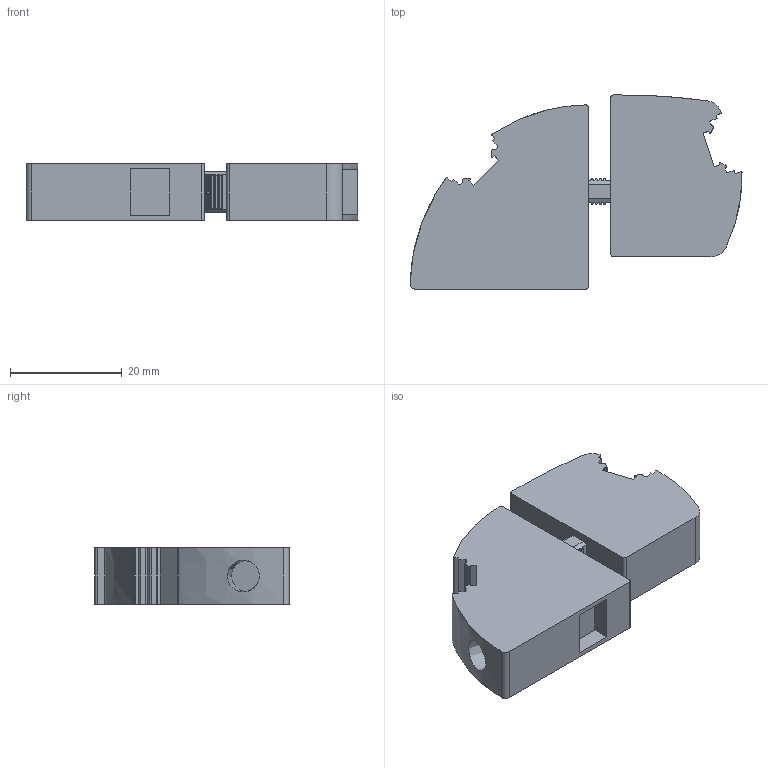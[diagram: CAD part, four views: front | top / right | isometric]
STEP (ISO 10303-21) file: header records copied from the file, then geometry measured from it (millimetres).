
FILE_DESCRIPTION(('SolidDesigner STEP Export'),'2;1');
FILE_NAME('3073403_UWV_10-select.stp','2010-11-25T13:52:34',(''),(''),'CoCreate Modeling STEP processor for AP214 (Solid Model)','CoCreate Modeling 16.00A 16-Aug-2008 (C) Parametric Technology GmbH','');
FILE_SCHEMA(('AUTOMOTIVE_DESIGN { 1 0 10303 214 1 1 1 1 }'));
Length unit declared in the file: millimetre
Products named in the file (2): 3073403_UWV_10-select
Assembly tree (1 placements, depth 2):
  3073403_UWV_10-select
    3073403_UWV_10-select
Bounding box: 59.49 x 34.79 x 10.1 mm (x, y, z)
Volume: 13146.4 mm3; surface area: 5527.2 mm2
Topology: 1 solids, 1 shells, 163 faces, 464 edges, 309 vertices
Faces by surface type: plane 90, cylinder 69, extrusion 4
Entity records: 7003 total; most frequent: CARTESIAN_POINT 1810, ORIENTED_EDGE 928, DIRECTION 842, EDGE_CURVE 464, VECTOR 318, LINE 315, VERTEX_POINT 309, AXIS2_PLACEMENT_3D 262
